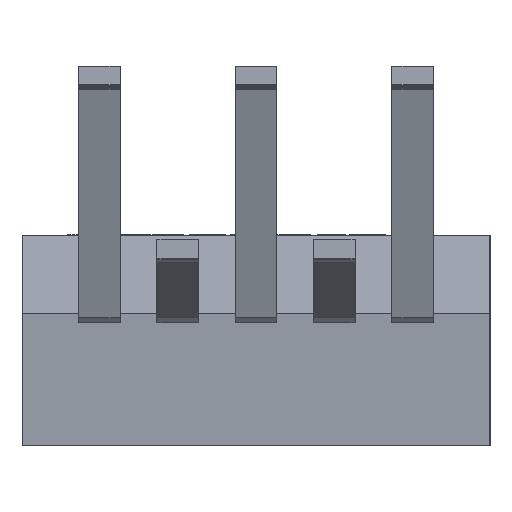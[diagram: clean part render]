
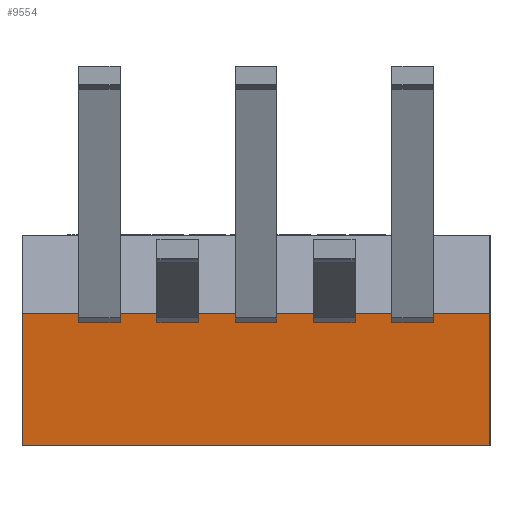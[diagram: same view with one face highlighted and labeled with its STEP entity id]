
A CAD part, front view. The second image highlights one B-rep face of the part: STEP entity #9554.
In plain terms, the highlighted face is planar.
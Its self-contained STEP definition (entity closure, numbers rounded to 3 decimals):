
#61 = ORIENTED_EDGE ( 'NONE', *, *, #67, .F. ) ;
#62 = ORIENTED_EDGE ( 'NONE', *, *, #65, .T. ) ;
#64 = ORIENTED_EDGE ( 'NONE', *, *, #9526, .T. ) ;
#65 = EDGE_CURVE ( 'NONE', #9548, #9516, #3080, .T. ) ;
#67 = EDGE_CURVE ( 'NONE', #9545, #9518, #3070, .T. ) ;
#3062 = DIRECTION ( 'NONE',  ( 0.104, 0.995, 0. ) ) ;
#3063 = VECTOR ( 'NONE', #3062, 1000. ) ;
#3064 = CARTESIAN_POINT ( 'NONE',  ( 4.02, -2.285, 10.16 ) ) ;
#3070 = LINE ( 'NONE', #3064, #3063 ) ;
#3072 = DIRECTION ( 'NONE',  ( 0.104, 0.995, 0. ) ) ;
#3073 = VECTOR ( 'NONE', #3072, 1000. ) ;
#3074 = CARTESIAN_POINT ( 'NONE',  ( 4.02, -2.285, 0. ) ) ;
#3080 = LINE ( 'NONE', #3074, #3073 ) ;
#7852 = CARTESIAN_POINT ( 'NONE',  ( 4.32, 0.585, 10.16 ) ) ;
#7853 = CARTESIAN_POINT ( 'NONE',  ( 4.32, 0.585, 0. ) ) ;
#7884 = LINE ( 'NONE', #7931, #7930 ) ;
#7929 = DIRECTION ( 'NONE',  ( 0., 0., 1. ) ) ;
#7930 = VECTOR ( 'NONE', #7929, 1000. ) ;
#7931 = CARTESIAN_POINT ( 'NONE',  ( 4.32, 0.585, 0. ) ) ;
#7932 = CARTESIAN_POINT ( 'NONE',  ( 4.02, -2.285, 0. ) ) ;
#7934 = CARTESIAN_POINT ( 'NONE',  ( 4.02, -2.285, 10.16 ) ) ;
#7977 = DIRECTION ( 'NONE',  ( 0.104, 0.995, 0. ) ) ;
#7978 = DIRECTION ( 'NONE',  ( 0.995, -0.104, 0. ) ) ;
#7979 = CARTESIAN_POINT ( 'NONE',  ( 4.32, 0.585, 0. ) ) ;
#7980 = AXIS2_PLACEMENT_3D ( 'NONE', #7979, #7978, #7977 ) ;
#7981 = PLANE ( 'NONE',  #7980 ) ;
#7982 = FACE_OUTER_BOUND ( 'NONE', #9558, .T. ) ;
#7983 = DIRECTION ( 'NONE',  ( 0., 0., 1. ) ) ;
#7984 = VECTOR ( 'NONE', #7983, 1000. ) ;
#7985 = CARTESIAN_POINT ( 'NONE',  ( 4.02, -2.285, 0. ) ) ;
#7986 = LINE ( 'NONE', #7985, #7984 ) ;
#9516 = VERTEX_POINT ( 'NONE', #7853 ) ;
#9518 = VERTEX_POINT ( 'NONE', #7852 ) ;
#9526 = EDGE_CURVE ( 'NONE', #9516, #9518, #7884, .T. ) ;
#9545 = VERTEX_POINT ( 'NONE', #7934 ) ;
#9548 = VERTEX_POINT ( 'NONE', #7932 ) ;
#9552 = ORIENTED_EDGE ( 'NONE', *, *, #9553, .F. ) ;
#9553 = EDGE_CURVE ( 'NONE', #9548, #9545, #7986, .T. ) ;
#9554 = ADVANCED_FACE ( 'NONE', ( #7982 ), #7981, .T. ) ;
#9558 = EDGE_LOOP ( 'NONE', ( #9552, #62, #64, #61 ) ) ;
